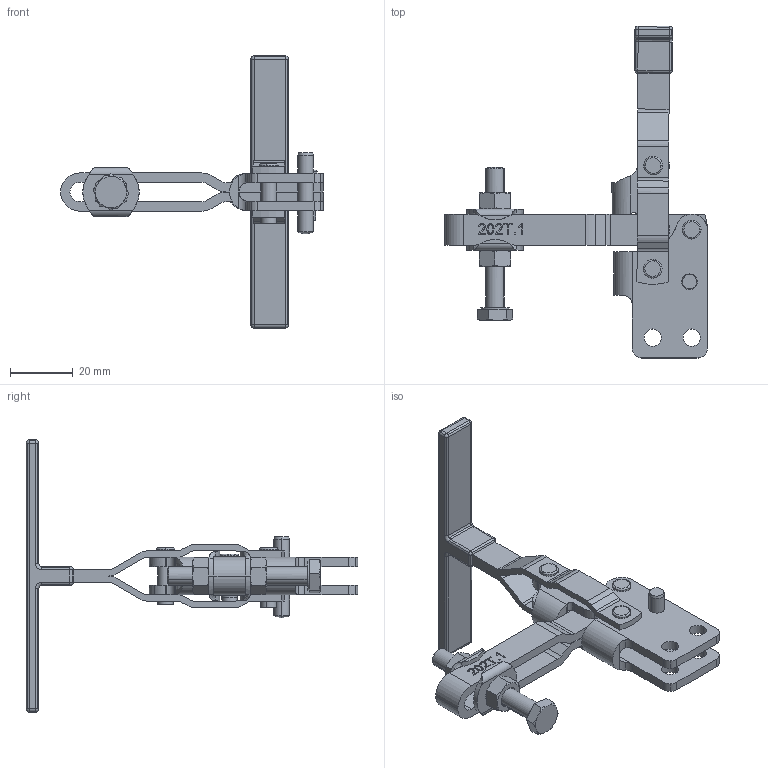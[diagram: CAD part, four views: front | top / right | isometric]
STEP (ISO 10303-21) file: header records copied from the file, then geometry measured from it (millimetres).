
FILE_DESCRIPTION((''),'2;1');
FILE_NAME('2012T.1.stp','2005-08-29T15:03:48',('CAD'),(''),'Autodesk Inventor 8','Autodesk Inventor 8','');
FILE_SCHEMA(('AUTOMOTIVE_DESIGN { 1 0 10303 214 1 1 1 1 }'));
Length unit declared in the file: millimetre
Products named in the file (1): Part7
Bounding box: 84 x 106.05 x 87 mm (x, y, z)
Volume: 24600.7 mm3; surface area: 19188.8 mm2
Topology: 1 solids, 6 shells, 545 faces, 1456 edges, 912 vertices
Faces by surface type: cylinder 194, plane 183, bspline 90, cone 52, sphere 14, torus 12
Entity records: 19606 total; most frequent: CARTESIAN_POINT 6248, ORIENTED_EDGE 2872, DIRECTION 2747, EDGE_CURVE 1436, AXIS2_PLACEMENT_3D 1027, VERTEX_POINT 912, VECTOR 693, LINE 693
